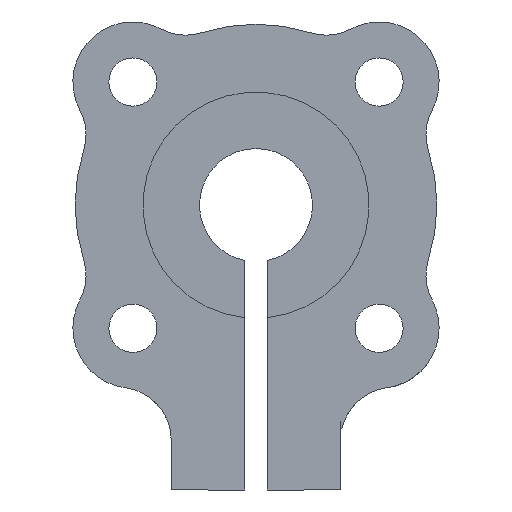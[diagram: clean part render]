
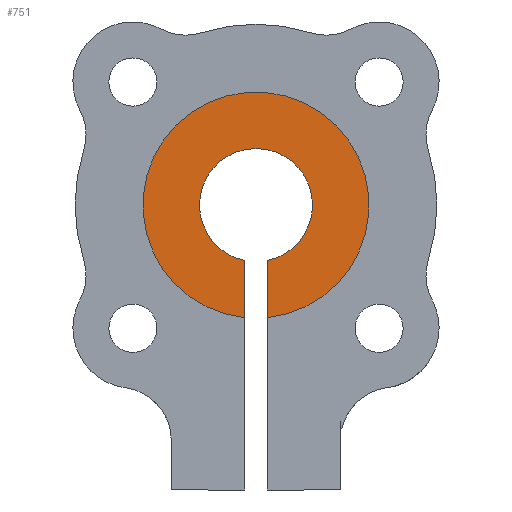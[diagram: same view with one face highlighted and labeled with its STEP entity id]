
A CAD part, front view. The second image highlights one B-rep face of the part: STEP entity #751.
In plain terms, the highlighted planar face has unit normal (0, -1, 0).
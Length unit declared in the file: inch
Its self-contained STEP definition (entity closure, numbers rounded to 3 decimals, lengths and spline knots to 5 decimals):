
#2 = CARTESIAN_POINT ( 'NONE',  ( 0.025, 0., -0.24875 ) ) ;
#63 = CIRCLE ( 'NONE', #919, 0.25 ) ;
#143 = CARTESIAN_POINT ( 'NONE',  ( 0.025, 0., -0.12247 ) ) ;
#223 = LINE ( 'NONE', #786, #1524 ) ;
#241 = ORIENTED_EDGE ( 'NONE', *, *, #488, .F. ) ;
#316 = VERTEX_POINT ( 'NONE', #2 ) ;
#329 = VECTOR ( 'NONE', #894, 39.37008 ) ;
#422 = CARTESIAN_POINT ( 'NONE',  ( -0.025, 0., -0.24875 ) ) ;
#445 = EDGE_CURVE ( 'NONE', #1481, #316, #63, .T. ) ;
#474 = VERTEX_POINT ( 'NONE', #922 ) ;
#475 = EDGE_CURVE ( 'NONE', #1481, #474, #1047, .T. ) ;
#488 = EDGE_CURVE ( 'NONE', #1112, #474, #1257, .T. ) ;
#504 = EDGE_CURVE ( 'NONE', #1112, #316, #223, .T. ) ;
#610 = ORIENTED_EDGE ( 'NONE', *, *, #445, .F. ) ;
#751 = ADVANCED_FACE ( 'NONE', ( #1427 ), #1348, .F. ) ;
#786 = CARTESIAN_POINT ( 'NONE',  ( 0.025, 0., -0.39922 ) ) ;
#787 = DIRECTION ( 'NONE',  ( 0., 0., -1. ) ) ;
#801 = DIRECTION ( 'NONE',  ( 0., 0., -1. ) ) ;
#802 = DIRECTION ( 'NONE',  ( 0., -1., 0. ) ) ;
#804 = CARTESIAN_POINT ( 'NONE',  ( 0., 0., 0. ) ) ;
#812 = EDGE_LOOP ( 'NONE', ( #1208, #241, #831, #610 ) ) ;
#831 = ORIENTED_EDGE ( 'NONE', *, *, #504, .T. ) ;
#894 = DIRECTION ( 'NONE',  ( 0., 0., 1. ) ) ;
#919 = AXIS2_PLACEMENT_3D ( 'NONE', #1017, #1013, #1004 ) ;
#922 = CARTESIAN_POINT ( 'NONE',  ( -0.025, 0., -0.12247 ) ) ;
#1004 = DIRECTION ( 'NONE',  ( 0., 0., 1. ) ) ;
#1013 = DIRECTION ( 'NONE',  ( 0., 1., 0. ) ) ;
#1017 = CARTESIAN_POINT ( 'NONE',  ( 0., 0., 0. ) ) ;
#1025 = CARTESIAN_POINT ( 'NONE',  ( -0.025, 0., -0.39922 ) ) ;
#1047 = LINE ( 'NONE', #1025, #329 ) ;
#1082 = AXIS2_PLACEMENT_3D ( 'NONE', #804, #802, #801 ) ;
#1112 = VERTEX_POINT ( 'NONE', #143 ) ;
#1186 = DIRECTION ( 'NONE',  ( 0., 0., 1. ) ) ;
#1208 = ORIENTED_EDGE ( 'NONE', *, *, #475, .T. ) ;
#1220 = DIRECTION ( 'NONE',  ( 0., 1., 0. ) ) ;
#1257 = CIRCLE ( 'NONE', #1082, 0.125 ) ;
#1341 = CARTESIAN_POINT ( 'NONE',  ( 0., 0., 0. ) ) ;
#1348 = PLANE ( 'NONE',  #1374 ) ;
#1374 = AXIS2_PLACEMENT_3D ( 'NONE', #1341, #1220, #1186 ) ;
#1427 = FACE_OUTER_BOUND ( 'NONE', #812, .T. ) ;
#1481 = VERTEX_POINT ( 'NONE', #422 ) ;
#1524 = VECTOR ( 'NONE', #787, 39.37008 ) ;
